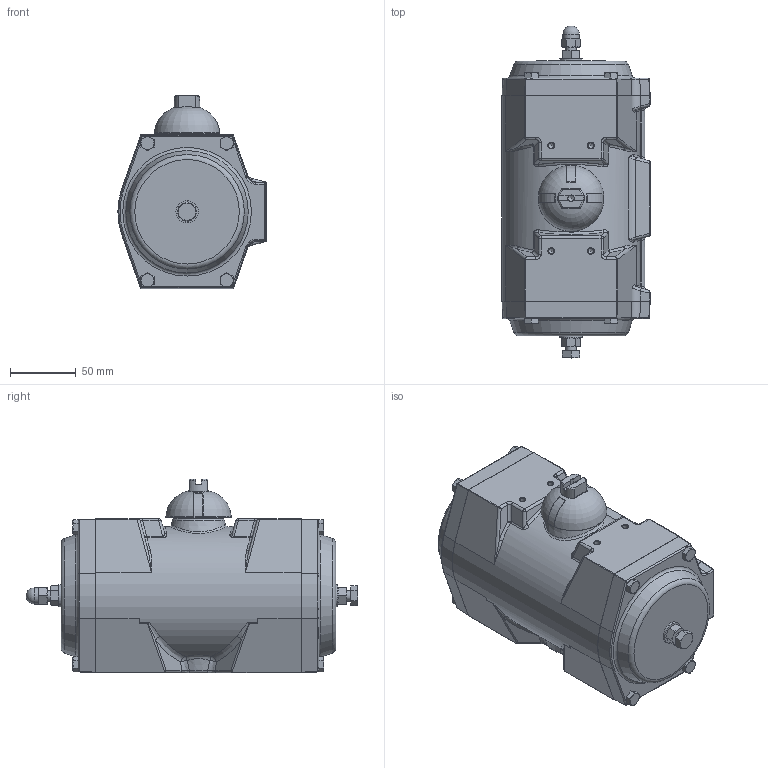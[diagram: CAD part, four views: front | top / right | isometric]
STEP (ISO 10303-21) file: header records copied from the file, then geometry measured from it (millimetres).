
FILE_DESCRIPTION(/* description */ ('Unknown'),/* implementation_level */ '2;1');
FILE_NAME(/* name */ 'GTS-92X90',/* time_stamp */ '2018-10-01T14:58:17+02:00',/* author */ ('Unknown'),/* organization */ ('Unknown'),/* preprocessor_version */ 'ST-DEVELOPER v16.7',/* originating_system */ 'DEX',/* authorisation */ $);
FILE_SCHEMA (('AUTOMOTIVE_DESIGN {1 0 10303 214 3 1 1}'));
Length unit declared in the file: millimetre
Products named in the file (1): GTS-92X90
Bounding box: 112.51 x 251.82 x 147 mm (x, y, z)
Surface area: 176689 mm2 (no closed solid volume)
Topology: 0 solids, 39 shells, 813 faces, 2263 edges, 1416 vertices
Faces by surface type: plane 253, cylinder 221, cone 148, bspline 134, sphere 33, torus 24
Full cylindrical faces by diameter (mm): 3 x1, 4.134 x16, 4.917 x10, 5 x2, 6.647 x8, 8 x2, 8.566 x3, 12.5 x1, 17 x2, 18.5 x1, 19.5 x2, 23.5 x1, 25 x1, 35 x1, 36.8 x1, 37.3 x1, 92.2 x1
Entity records: 26817 total; most frequent: CARTESIAN_POINT 7889, DIRECTION 3830, ORIENTED_EDGE 3613, EDGE_CURVE 2009, AXIS2_PLACEMENT_3D 1570, VERTEX_POINT 1350, FACE_BOUND 1002, EDGE_LOOP 983
